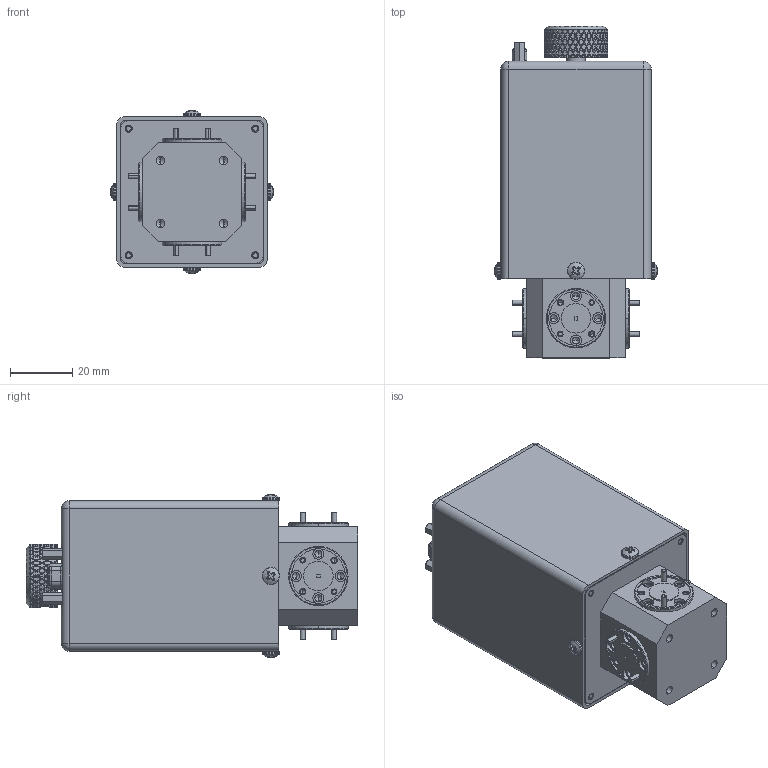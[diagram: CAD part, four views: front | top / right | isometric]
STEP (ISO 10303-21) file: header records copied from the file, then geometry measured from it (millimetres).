
FILE_DESCRIPTION (( 'STEP AP214' ), '1' );
FILE_NAME ('WJ-LMG-A, DF.STEP', '2025-10-27T22:07:05', ( '' ), ( '' ), 'SwSTEP 2.0', 'SolidWorks 2021', '' );
FILE_SCHEMA (( 'AUTOMOTIVE_DESIGN' ));
Length unit declared in the file: inch
Products named in the file (1): WJ-LMG-A, DF
Bounding box: 52.18 x 106.57 x 52.18 mm (x, y, z)
Volume: 190080.5 mm3; surface area: 25629.5 mm2
Topology: 11 solids, 15 shells, 2081 faces, 4845 edges, 2794 vertices
Faces by surface type: bspline 894, cylinder 626, plane 268, cone 251, torus 30, sphere 12
Entity records: 143427 total; most frequent: CARTESIAN_POINT 106636, ORIENTED_EDGE 9494, DIRECTION 5625, EDGE_CURVE 4747, VERTEX_POINT 2794, AXIS2_PLACEMENT_3D 2308, EDGE_LOOP 2189, ADVANCED_FACE 2081
